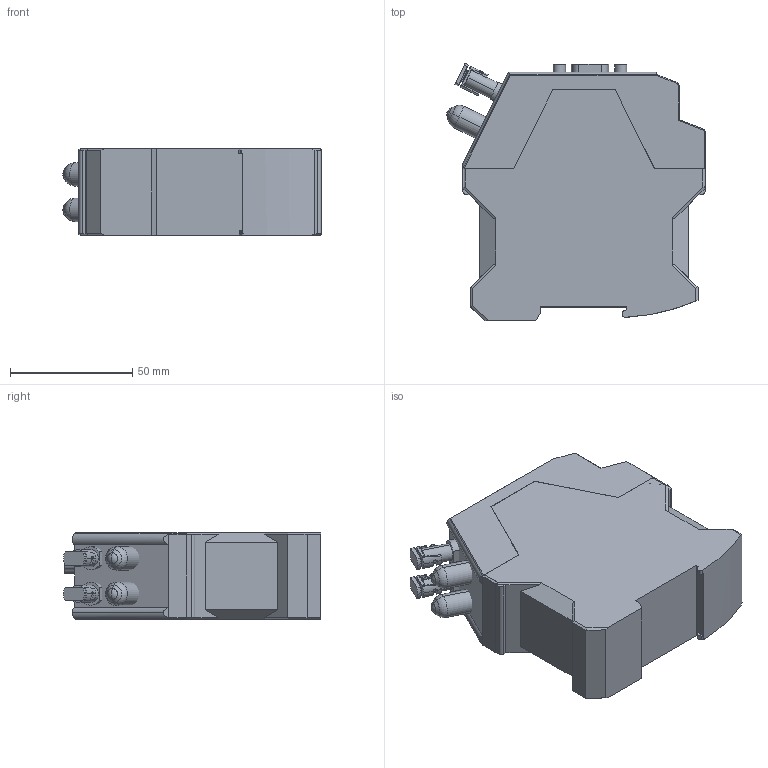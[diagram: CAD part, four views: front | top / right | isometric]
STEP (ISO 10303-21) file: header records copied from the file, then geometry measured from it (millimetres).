
FILE_DESCRIPTION (( 'STEP AP203' ), '1' );
FILE_NAME ('9186_15.STEP', '2010-08-06T10:38:24', ( 'Admin' ), ( 'R. STAHL' ), 'SwSTEP 2.0', 'SolidWorks 2008', '' );
FILE_SCHEMA (( 'CONFIG_CONTROL_DESIGN' ));
Length unit declared in the file: millimetre
Products named in the file (1): 9186_15
Bounding box: 105.6 x 105.03 x 35.2 mm (x, y, z)
Volume: 310291.9 mm3; surface area: 53891.7 mm2
Topology: 13 solids, 17 shells, 785 faces, 1922 edges, 1242 vertices
Faces by surface type: plane 517, cylinder 216, torus 24, cone 20, sphere 8
Entity records: 23368 total; most frequent: CARTESIAN_POINT 4803, ORIENTED_EDGE 3844, DIRECTION 3731, EDGE_CURVE 1922, LINE 1355, VECTOR 1355, VERTEX_POINT 1242, AXIS2_PLACEMENT_3D 1188
